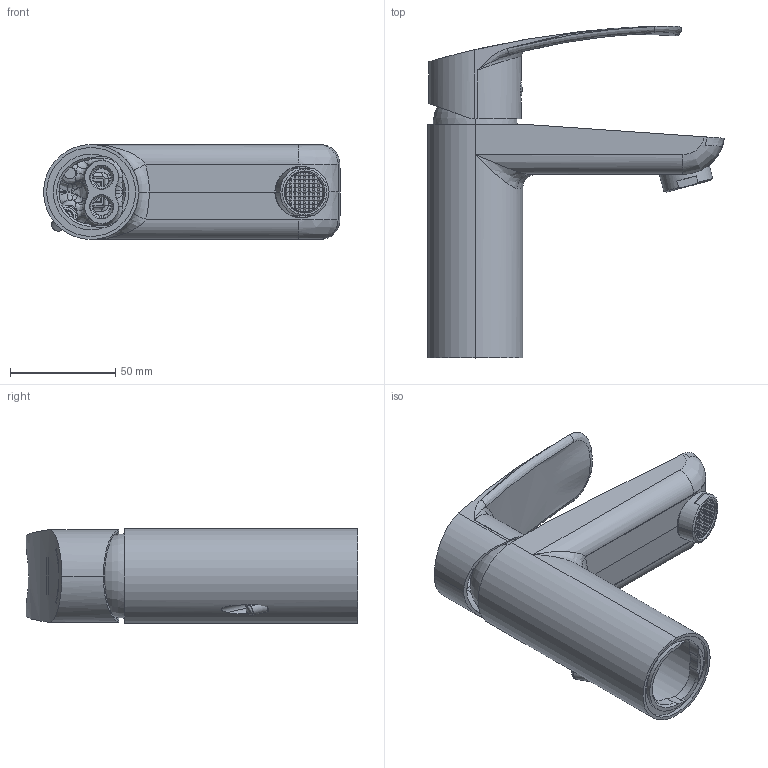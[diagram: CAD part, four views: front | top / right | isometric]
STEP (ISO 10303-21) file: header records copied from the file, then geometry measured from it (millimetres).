
FILE_DESCRIPTION (( 'STEP AP203' ), '1' );
FILE_NAME ('57AP07809.STEP', '2023-01-04T10:06:01', ( '' ), ( '' ), 'SwSTEP 2.0', 'SolidWorks 2021', '' );
FILE_SCHEMA (( 'CONFIG_CONTROL_DESIGN' ));
Products named in the file (1): 57AP07809
Bounding box: 140.93 x 157.57 x 45.1 mm (x, y, z)
Volume: 105378.6 mm3; surface area: 88322.4 mm2
Topology: 8 solids, 8 shells, 1424 faces, 3869 edges, 2498 vertices
Faces by surface type: plane 956, cylinder 207, bspline 194, cone 52, torus 11, sphere 4
Entity records: 64047 total; most frequent: CARTESIAN_POINT 29610, ORIENTED_EDGE 7704, DIRECTION 6150, EDGE_CURVE 3852, LINE 2694, VECTOR 2694, VERTEX_POINT 2498, AXIS2_PLACEMENT_3D 1728
